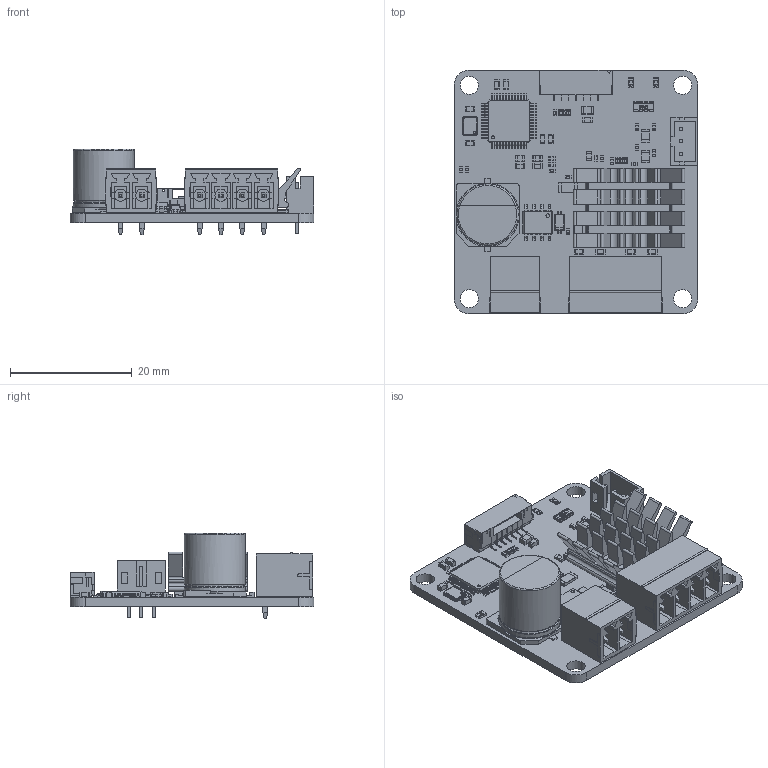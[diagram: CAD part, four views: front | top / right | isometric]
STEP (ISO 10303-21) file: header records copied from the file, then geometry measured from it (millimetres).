
FILE_DESCRIPTION(('FreeCAD Model'),'2;1');
FILE_NAME('Open CASCADE Shape Model','2021-04-28T20:34:51',('Author'),( ''),'Open CASCADE STEP processor 7.5','FreeCAD','Unknown');
FILE_SCHEMA(('AUTOMOTIVE_DESIGN { 1 0 10303 214 1 1 1 1 }'));
Length unit declared in the file: millimetre
Products named in the file (69): silent-stepper-v2; Board_Geoms_609b; Pcb_609b; Step_Models_609b; Top_609b; R18_R_0402_5F9829B7; R17_R_0402_5F98294B; R16_R_0402_5F982966; R1_R_0402_5F98299C; P6_B3B-PH-K-S_5F98B047; C30_C_0805_5F9829D2; C29_C_0805_5F982981; D3_Compound_5F92A2EE; C10_C_0402_5F92A1FB; D1_SOD-123_5F92A2CF; P5_4er_Phoenix_Buchse_5F92A326; R13_R_1206_5F92A3BC; R12_R_1206_5F92A3B2; R11_R_0402_5F92A3A8; R10_R_0402_5F92A39E; R9_R_0402_5F92A394; R8_R_0402_5F92A38A; R7_R_0402_5F92A380; R6_R_0402_5F92A376; R5_R_0603_5F92A36C; R4_R_0402_5F92A362; R3_R_0402_5F92A358; R2_R_0402_5F92A34E; C27_C_0402_5F92A2BB; C26_C_0402_5F92A2B1; C25_C_0603_5F92A2A7; C24_C_1206_5F92A29D; C23_C_0603_5F92A293; C22_C_0603_5F92A289; C21_C_0603_5F92A27F; C20_C_0603_5F92A275; C19_C_0603_5F92A26B; C18_C_0402_5F92A261; C17_C_0603_5F92A257; C16_C_0603_5F92A24D ...
Assembly tree (68 placements, depth 5):
  silent-stepper-v2
    Board_Geoms_609b
      Pcb_609b
    Step_Models_609b
      Top_609b
        R18_R_0402_5F9829B7
        R17_R_0402_5F98294B
        R16_R_0402_5F982966
        R1_R_0402_5F98299C
        P6_B3B-PH-K-S_5F98B047
        C30_C_0805_5F9829D2
        C29_C_0805_5F982981
        D3_Compound_5F92A2EE
        C10_C_0402_5F92A1FB
        D1_SOD-123_5F92A2CF
        P5_4er_Phoenix_Buchse_5F92A326
        R13_R_1206_5F92A3BC
        R12_R_1206_5F92A3B2
        R11_R_0402_5F92A3A8
        R10_R_0402_5F92A39E
        R9_R_0402_5F92A394
        R8_R_0402_5F92A38A
        R7_R_0402_5F92A380
        R6_R_0402_5F92A376
        R5_R_0603_5F92A36C
        R4_R_0402_5F92A362
        R3_R_0402_5F92A358
        R2_R_0402_5F92A34E
        C27_C_0402_5F92A2BB
        C26_C_0402_5F92A2B1
        C25_C_0603_5F92A2A7
        C24_C_1206_5F92A29D
        C23_C_0603_5F92A293
        C22_C_0603_5F92A289
        C21_C_0603_5F92A27F
        C20_C_0603_5F92A275
        C19_C_0603_5F92A26B
        C18_C_0402_5F92A261
        C17_C_0603_5F92A257
        C16_C_0603_5F92A24D
        C15_C_0603_5F92A243
        C13_C_0603_5F92A224
        C12_C_0402_5F92A21A
        C1_C_0805_5F92A1A1
        C2_C_0603_5F92A1AB
        C3_C_0603_5F92A1B5
        C4_C_0603_5F92A1BF
        C5_C_0603_5F92A1C9
        C6_C_0603_5F92A1D3
        C7_C_0402_5F92A1DD
        C8_C_0603_5F92A1E7
        C9_C_0603_5F97FDEB
        C11_ASSEMBLY_5F92A210
          c_el_G_D100_L105
        P1_BrickletConn_7pin_5F92A301
        P4_2er_Phoenix_Buchse_Schwarz_5F92A31A
        Q1_soic_8_39x49_p127_5F92A33A
        RP1_Cut_5F92A3CC
        RP2_Cut_5F92A3DC
        U1_lqfp48_7x7_p05_5F92A41B
Bounding box: 40 x 40 x 14.07 mm (x, y, z)
Volume: 5100.6 mm3; surface area: 8958.3 mm2
Topology: 74 solids, 74 shells, 4290 faces, 14716 edges, 19638 vertices
Faces by surface type: plane 3038, cylinder 973, bspline 264, sphere 8, torus 4, extrusion 2, revolution 1
Full cylindrical faces by diameter (mm): 0.35 x1, 0.5 x1, 0.6 x1, 0.762 x3, 1.4 x6, 2 x6, 3 x4, 10 x2
Entity records: 209471 total; most frequent: CARTESIAN_POINT 43175, DIRECTION 23982, ORIENTED_EDGE 23408, EDGE_CURVE 11704, VECTOR 11531, LINE 11529, VERTEX_POINT 7622, AXIS2_PLACEMENT_3D 6225
